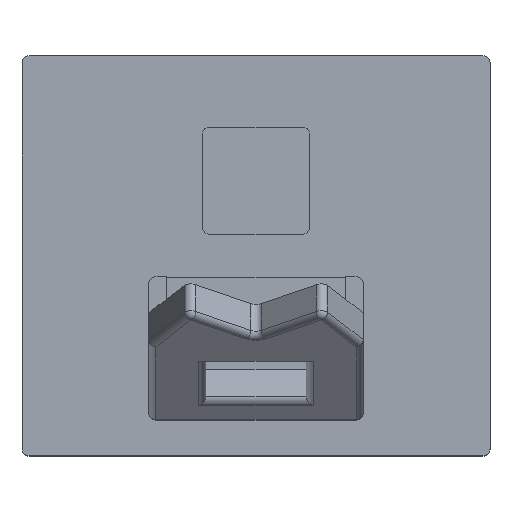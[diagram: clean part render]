
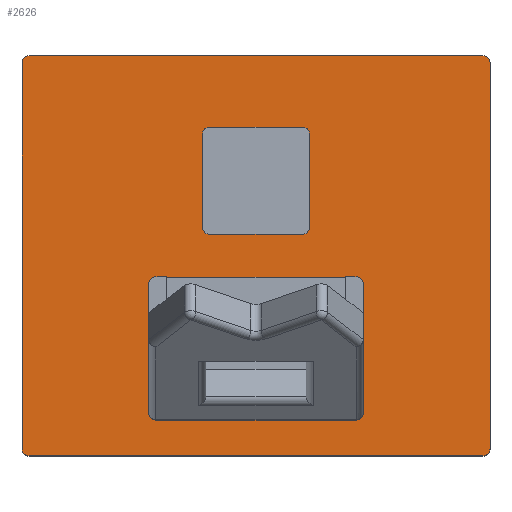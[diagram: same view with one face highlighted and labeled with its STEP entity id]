
A CAD part, top view. The second image highlights one B-rep face of the part: STEP entity #2626.
In plain terms, the highlighted planar face has unit normal (0, 0, 1).
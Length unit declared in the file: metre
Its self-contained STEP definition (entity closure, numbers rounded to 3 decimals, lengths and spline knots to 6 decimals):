
#179=CIRCLE('',#2893,0.00225);
#181=CIRCLE('',#2897,0.00225);
#183=CIRCLE('',#2900,0.002);
#184=CIRCLE('',#2901,0.002);
#185=CIRCLE('',#2902,0.002);
#186=CIRCLE('',#2903,0.002);
#187=CIRCLE('',#2904,0.002);
#188=CIRCLE('',#2905,0.002);
#189=CIRCLE('',#2906,0.002);
#190=CIRCLE('',#2907,0.002);
#644=ORIENTED_EDGE('',*,*,#1149,.F.);
#645=ORIENTED_EDGE('',*,*,#1206,.T.);
#646=ORIENTED_EDGE('',*,*,#1131,.F.);
#647=ORIENTED_EDGE('',*,*,#1207,.T.);
#648=ORIENTED_EDGE('',*,*,#1134,.T.);
#649=ORIENTED_EDGE('',*,*,#1208,.T.);
#650=ORIENTED_EDGE('',*,*,#1137,.T.);
#651=ORIENTED_EDGE('',*,*,#1209,.T.);
#652=ORIENTED_EDGE('',*,*,#1186,.F.);
#653=ORIENTED_EDGE('',*,*,#1210,.T.);
#654=ORIENTED_EDGE('',*,*,#1192,.T.);
#655=ORIENTED_EDGE('',*,*,#1211,.T.);
#656=ORIENTED_EDGE('',*,*,#1196,.T.);
#657=ORIENTED_EDGE('',*,*,#1212,.T.);
#658=ORIENTED_EDGE('',*,*,#1200,.F.);
#659=ORIENTED_EDGE('',*,*,#1213,.T.);
#660=ORIENTED_EDGE('',*,*,#1198,.F.);
#661=ORIENTED_EDGE('',*,*,#1204,.F.);
#1131=EDGE_CURVE('',#1457,#1458,#1689,.T.);
#1134=EDGE_CURVE('',#1459,#1460,#1692,.T.);
#1137=EDGE_CURVE('',#1461,#1462,#1695,.T.);
#1149=EDGE_CURVE('',#1471,#1472,#1707,.T.);
#1186=EDGE_CURVE('',#1495,#1496,#1734,.T.);
#1192=EDGE_CURVE('',#1502,#1501,#1740,.T.);
#1196=EDGE_CURVE('',#1506,#1505,#1744,.T.);
#1198=EDGE_CURVE('',#1507,#1507,#179,.T.);
#1200=EDGE_CURVE('',#1509,#1510,#1746,.T.);
#1204=EDGE_CURVE('',#1513,#1513,#181,.T.);
#1206=EDGE_CURVE('',#1471,#1458,#183,.T.);
#1207=EDGE_CURVE('',#1457,#1459,#184,.T.);
#1208=EDGE_CURVE('',#1460,#1461,#185,.T.);
#1209=EDGE_CURVE('',#1462,#1472,#186,.T.);
#1210=EDGE_CURVE('',#1495,#1502,#187,.F.);
#1211=EDGE_CURVE('',#1501,#1506,#188,.F.);
#1212=EDGE_CURVE('',#1505,#1510,#189,.F.);
#1213=EDGE_CURVE('',#1509,#1496,#190,.F.);
#1457=VERTEX_POINT('',#4186);
#1458=VERTEX_POINT('',#4187);
#1459=VERTEX_POINT('',#4192);
#1460=VERTEX_POINT('',#4193);
#1461=VERTEX_POINT('',#4198);
#1462=VERTEX_POINT('',#4199);
#1471=VERTEX_POINT('',#4220);
#1472=VERTEX_POINT('',#4222);
#1495=VERTEX_POINT('',#4303);
#1496=VERTEX_POINT('',#4304);
#1501=VERTEX_POINT('',#4315);
#1502=VERTEX_POINT('',#4317);
#1505=VERTEX_POINT('',#4324);
#1506=VERTEX_POINT('',#4326);
#1507=VERTEX_POINT('',#4330);
#1509=VERTEX_POINT('',#4335);
#1510=VERTEX_POINT('',#4336);
#1513=VERTEX_POINT('',#4344);
#1689=LINE('',#4185,#1931);
#1692=LINE('',#4191,#1934);
#1695=LINE('',#4197,#1937);
#1707=LINE('',#4221,#1949);
#1734=LINE('',#4302,#1976);
#1740=LINE('',#4316,#1982);
#1744=LINE('',#4325,#1986);
#1746=LINE('',#4334,#1988);
#1931=VECTOR('',#3368,1.);
#1934=VECTOR('',#3373,1.);
#1937=VECTOR('',#3378,1.);
#1949=VECTOR('',#3392,1.);
#1976=VECTOR('',#3481,1.);
#1982=VECTOR('',#3489,1.);
#1986=VECTOR('',#3495,1.);
#1988=VECTOR('',#3505,1.);
#2180=EDGE_LOOP('',(#644,#645,#646,#647,#648,#649,#650,#651));
#2181=EDGE_LOOP('',(#652,#653,#654,#655,#656,#657,#658,#659));
#2182=EDGE_LOOP('',(#660));
#2183=EDGE_LOOP('',(#661));
#2381=FACE_BOUND('',#2180,.T.);
#2382=FACE_BOUND('',#2181,.T.);
#2383=FACE_BOUND('',#2182,.T.);
#2384=FACE_BOUND('',#2183,.T.);
#2519=PLANE('',#2899);
#2626=ADVANCED_FACE('',(#2381,#2382,#2383,#2384),#2519,.T.);
#2893=AXIS2_PLACEMENT_3D('',#4329,#3499,#3500);
#2897=AXIS2_PLACEMENT_3D('',#4343,#3511,#3512);
#2899=AXIS2_PLACEMENT_3D('',#4347,#3515,#3516);
#2900=AXIS2_PLACEMENT_3D('',#4348,#3517,#3518);
#2901=AXIS2_PLACEMENT_3D('',#4349,#3519,#3520);
#2902=AXIS2_PLACEMENT_3D('',#4350,#3521,#3522);
#2903=AXIS2_PLACEMENT_3D('',#4351,#3523,#3524);
#2904=AXIS2_PLACEMENT_3D('',#4352,#3525,#3526);
#2905=AXIS2_PLACEMENT_3D('',#4353,#3527,#3528);
#2906=AXIS2_PLACEMENT_3D('',#4354,#3529,#3530);
#2907=AXIS2_PLACEMENT_3D('',#4355,#3531,#3532);
#3368=DIRECTION('',(0.,-1.,0.));
#3373=DIRECTION('',(-1.,0.,0.));
#3378=DIRECTION('',(0.,-1.,0.));
#3392=DIRECTION('',(-1.,0.,0.));
#3481=DIRECTION('',(0.,1.,0.));
#3489=DIRECTION('',(-1.,0.,0.));
#3495=DIRECTION('',(0.,1.,0.));
#3499=DIRECTION('',(0.,0.,1.));
#3500=DIRECTION('',(1.,0.,0.));
#3505=DIRECTION('',(-1.,0.,0.));
#3511=DIRECTION('',(0.,0.,1.));
#3512=DIRECTION('',(1.,0.,0.));
#3515=DIRECTION('',(0.,0.,1.));
#3516=DIRECTION('',(1.,0.,0.));
#3517=DIRECTION('',(0.,0.,1.));
#3518=DIRECTION('',(1.,0.,0.));
#3519=DIRECTION('',(0.,0.,1.));
#3520=DIRECTION('',(1.,0.,0.));
#3521=DIRECTION('',(0.,0.,1.));
#3522=DIRECTION('',(1.,0.,0.));
#3523=DIRECTION('',(0.,0.,1.));
#3524=DIRECTION('',(1.,0.,0.));
#3525=DIRECTION('',(0.,0.,1.));
#3526=DIRECTION('',(1.,0.,0.));
#3527=DIRECTION('',(0.,0.,1.));
#3528=DIRECTION('',(1.,0.,0.));
#3529=DIRECTION('',(0.,0.,1.));
#3530=DIRECTION('',(1.,0.,0.));
#3531=DIRECTION('',(0.,0.,1.));
#3532=DIRECTION('',(1.,0.,0.));
#4185=CARTESIAN_POINT('',(0.0655,0.,0.065));
#4186=CARTESIAN_POINT('',(0.0655,0.054,0.065));
#4187=CARTESIAN_POINT('',(0.0655,-0.054,0.065));
#4191=CARTESIAN_POINT('',(0.,0.056,0.065));
#4192=CARTESIAN_POINT('',(0.0635,0.056,0.065));
#4193=CARTESIAN_POINT('',(-0.0635,0.056,0.065));
#4197=CARTESIAN_POINT('',(-0.0655,0.,0.065));
#4198=CARTESIAN_POINT('',(-0.0655,0.054,0.065));
#4199=CARTESIAN_POINT('',(-0.0655,-0.054,0.065));
#4220=CARTESIAN_POINT('',(0.0635,-0.056,0.065));
#4221=CARTESIAN_POINT('',(0.,-0.056,0.065));
#4222=CARTESIAN_POINT('',(-0.0635,-0.056,0.065));
#4302=CARTESIAN_POINT('',(0.015,0.021,0.065));
#4303=CARTESIAN_POINT('',(0.015,0.008,0.065));
#4304=CARTESIAN_POINT('',(0.015,0.034,0.065));
#4315=CARTESIAN_POINT('',(-0.013,0.006,0.065));
#4316=CARTESIAN_POINT('',(0.,0.006,0.065));
#4317=CARTESIAN_POINT('',(0.013,0.006,0.065));
#4324=CARTESIAN_POINT('',(-0.015,0.034,0.065));
#4325=CARTESIAN_POINT('',(-0.015,0.021,0.065));
#4326=CARTESIAN_POINT('',(-0.015,0.008,0.065));
#4329=CARTESIAN_POINT('',(-0.018,-0.014,0.065));
#4330=CARTESIAN_POINT('',(-0.01575,-0.014,0.065));
#4334=CARTESIAN_POINT('',(0.,0.036,0.065));
#4335=CARTESIAN_POINT('',(0.013,0.036,0.065));
#4336=CARTESIAN_POINT('',(-0.013,0.036,0.065));
#4343=CARTESIAN_POINT('',(0.018,-0.014,0.065));
#4344=CARTESIAN_POINT('',(0.02025,-0.014,0.065));
#4347=CARTESIAN_POINT('',(0.,0.,0.065));
#4348=CARTESIAN_POINT('',(0.0635,-0.054,0.065));
#4349=CARTESIAN_POINT('',(0.0635,0.054,0.065));
#4350=CARTESIAN_POINT('',(-0.0635,0.054,0.065));
#4351=CARTESIAN_POINT('',(-0.0635,-0.054,0.065));
#4352=CARTESIAN_POINT('',(0.013,0.008,0.065));
#4353=CARTESIAN_POINT('',(-0.013,0.008,0.065));
#4354=CARTESIAN_POINT('',(-0.013,0.034,0.065));
#4355=CARTESIAN_POINT('',(0.013,0.034,0.065));
